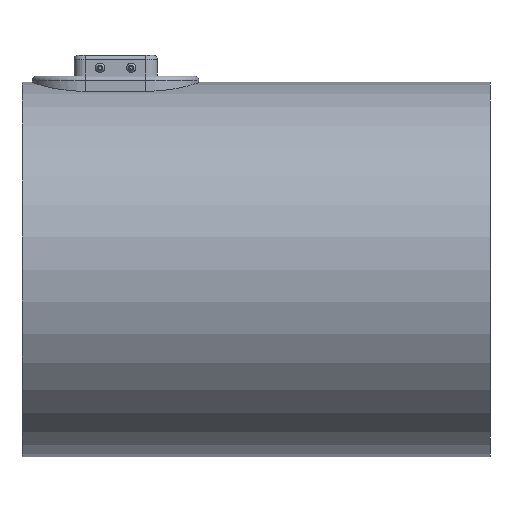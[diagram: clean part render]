
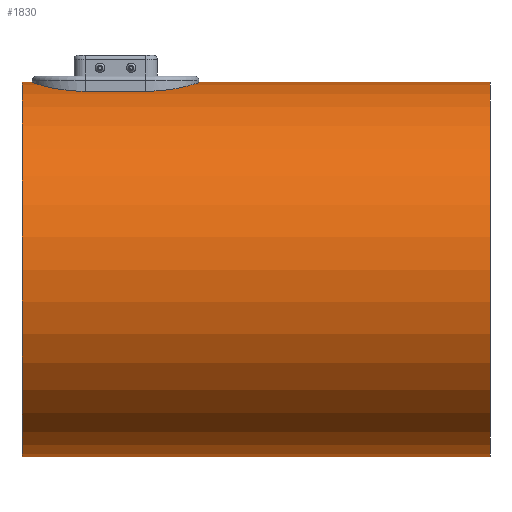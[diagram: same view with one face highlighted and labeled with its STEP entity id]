
A CAD part, front view. The second image highlights one B-rep face of the part: STEP entity #1830.
In plain terms, the highlighted cylindrical face has radius 90 mm (diameter 180 mm), a full revolution.
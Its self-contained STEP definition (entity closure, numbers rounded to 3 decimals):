
#130=CYLINDRICAL_SURFACE('',#2055,90.);
#229=CIRCLE('',#2051,90.);
#232=CIRCLE('',#2056,90.);
#348=FACE_OUTER_BOUND('',#498,.T.);
#498=EDGE_LOOP('',(#1678,#1679,#1680,#1681));
#636=LINE('',#3271,#772);
#772=VECTOR('',#2615,90.);
#924=VERTEX_POINT('',#3260);
#927=VERTEX_POINT('',#3269);
#1174=EDGE_CURVE('',#924,#924,#229,.T.);
#1178=EDGE_CURVE('',#927,#927,#232,.T.);
#1179=EDGE_CURVE('',#927,#924,#636,.T.);
#1678=ORIENTED_EDGE('',*,*,#1178,.F.);
#1679=ORIENTED_EDGE('',*,*,#1179,.T.);
#1680=ORIENTED_EDGE('',*,*,#1174,.F.);
#1681=ORIENTED_EDGE('',*,*,#1179,.F.);
#1830=ADVANCED_FACE('',(#348),#130,.T.);
#2051=AXIS2_PLACEMENT_3D('',#3261,#2602,#2603);
#2055=AXIS2_PLACEMENT_3D('',#3268,#2611,#2612);
#2056=AXIS2_PLACEMENT_3D('',#3270,#2613,#2614);
#2602=DIRECTION('center_axis',(-1.,0.,0.));
#2603=DIRECTION('ref_axis',(0.,1.,0.));
#2611=DIRECTION('center_axis',(1.,0.,0.));
#2612=DIRECTION('ref_axis',(0.,1.,0.));
#2613=DIRECTION('center_axis',(1.,0.,0.));
#2614=DIRECTION('ref_axis',(0.,1.,0.));
#2615=DIRECTION('',(-1.,0.,0.));
#3260=CARTESIAN_POINT('',(-25.,-90.,0.));
#3261=CARTESIAN_POINT('Origin',(-25.,0.,0.));
#3268=CARTESIAN_POINT('Origin',(0.,0.,0.));
#3269=CARTESIAN_POINT('',(200.,-90.,0.));
#3270=CARTESIAN_POINT('Origin',(200.,0.,0.));
#3271=CARTESIAN_POINT('',(0.,-90.,0.));
